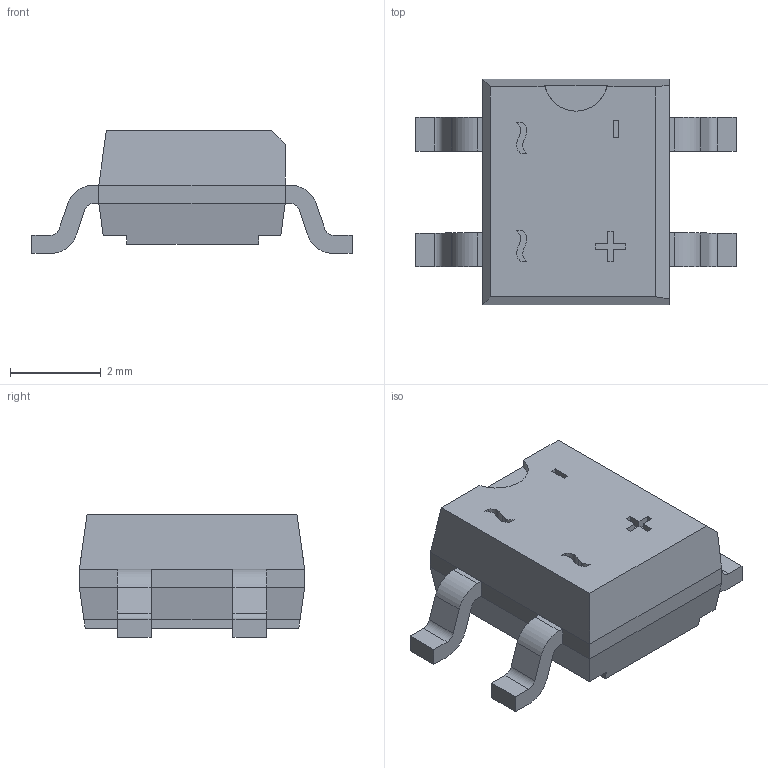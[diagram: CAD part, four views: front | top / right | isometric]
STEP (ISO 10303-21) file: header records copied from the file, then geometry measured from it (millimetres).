
FILE_DESCRIPTION(('FreeCAD Model'),'2;1');
FILE_NAME('User Library-TO-269AA_jam.step', '2020-01-25T09:52:14',('kicad StepUp'),('ksu MCAD'), 'Open CASCADE STEP processor 7.3','FreeCAD','Unknown');
FILE_SCHEMA(('AUTOMOTIVE_DESIGN { 1 0 10303 214 1 1 1 1 }'));
Length unit declared in the file: millimetre
Products named in the file (1): User_Library-TO-269AA_jam
Bounding box: 7.04 x 4.95 x 2.7 mm (x, y, z)
Volume: 49.6 mm3; surface area: 102.9 mm2
Topology: 5 solids, 5 shells, 117 faces, 909 edges, 2624 vertices
Faces by surface type: plane 83, cylinder 18, bspline 16
Entity records: 11538 total; most frequent: CARTESIAN_POINT 4965, DIRECTION 1119, LINE 699, VECTOR 699, GEOMETRIC_CURVE_SET 607, ORIENTED_EDGE 606, TRIMMED_CURVE 606, EDGE_CURVE 303
